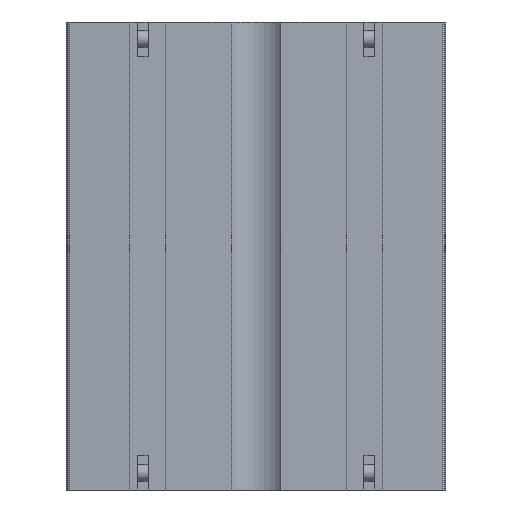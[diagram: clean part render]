
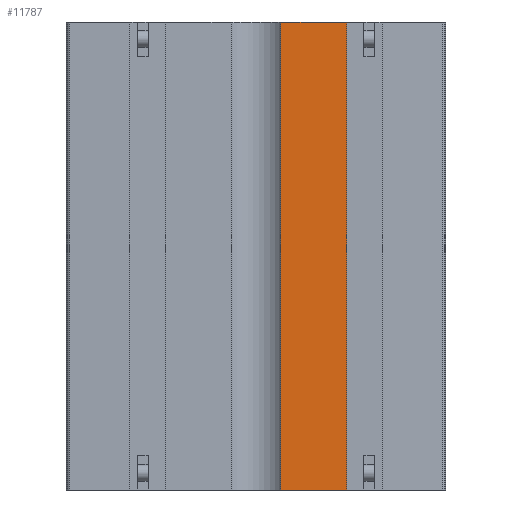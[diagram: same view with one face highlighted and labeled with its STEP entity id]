
A CAD part, front view. The second image highlights one B-rep face of the part: STEP entity #11787.
In plain terms, the highlighted planar face has unit normal (0, -1, 0).
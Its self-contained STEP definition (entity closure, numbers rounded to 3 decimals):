
#42=DIRECTION('',(-1.,0.,0.));
#43=VECTOR('',#42,7.743);
#44=CARTESIAN_POINT('',(-1.1,0.,-27.5));
#45=LINE('',#44,#43);
#1340=DIRECTION('',(-1.,0.,0.));
#1341=VECTOR('',#1340,7.743);
#1342=CARTESIAN_POINT('',(-1.1,0.,27.5));
#1343=LINE('',#1342,#1341);
#1696=DIRECTION('',(0.,0.,1.));
#1697=VECTOR('',#1696,55.);
#1698=CARTESIAN_POINT('',(-8.843,0.,-27.5));
#1699=LINE('',#1698,#1697);
#1700=DIRECTION('',(0.,0.,1.));
#1701=VECTOR('',#1700,55.);
#1702=CARTESIAN_POINT('',(-1.1,0.,-27.5));
#1703=LINE('',#1702,#1701);
#7885=CARTESIAN_POINT('',(-1.1,0.,-27.5));
#7887=VERTEX_POINT('',#7885);
#7889=CARTESIAN_POINT('',(-1.1,0.,27.5));
#7891=VERTEX_POINT('',#7889);
#7892=CARTESIAN_POINT('',(-8.843,0.,-27.5));
#7893=VERTEX_POINT('',#7892);
#7894=CARTESIAN_POINT('',(-8.843,0.,27.5));
#7895=VERTEX_POINT('',#7894);
#11775=CARTESIAN_POINT('',(-1.1,0.,-27.5));
#11776=DIRECTION('',(0.,1.,0.));
#11777=DIRECTION('',(-1.,0.,0.));
#11778=AXIS2_PLACEMENT_3D('',#11775,#11776,#11777);
#11779=PLANE('',#11778);
#11780=ORIENTED_EDGE('',*,*,#10353,.T.);
#11782=ORIENTED_EDGE('',*,*,#11781,.T.);
#11783=ORIENTED_EDGE('',*,*,#11331,.F.);
#11784=ORIENTED_EDGE('',*,*,#11768,.F.);
#11785=EDGE_LOOP('',(#11780,#11782,#11783,#11784));
#11786=FACE_OUTER_BOUND('',#11785,.F.);
#11787=ADVANCED_FACE('',(#11786),#11779,.F.);
#10353=EDGE_CURVE('',#7887,#7893,#45,.T.);
#11331=EDGE_CURVE('',#7891,#7895,#1343,.T.);
#11768=EDGE_CURVE('',#7887,#7891,#1703,.T.);
#11781=EDGE_CURVE('',#7893,#7895,#1699,.T.);
